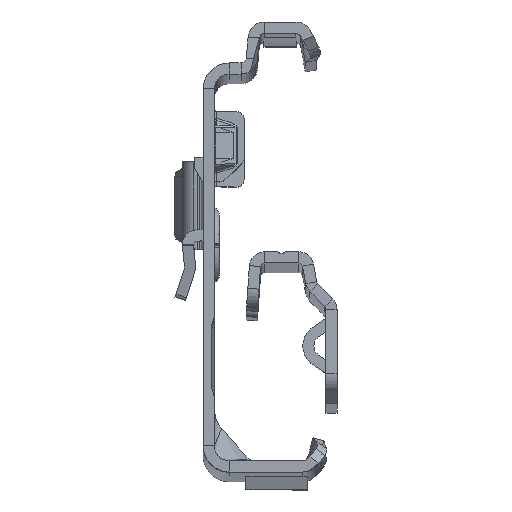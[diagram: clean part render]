
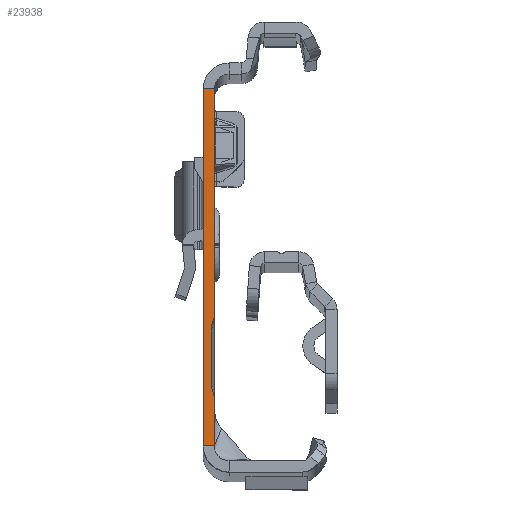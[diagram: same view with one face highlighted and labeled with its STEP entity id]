
A CAD part, top view. The second image highlights one B-rep face of the part: STEP entity #23938.
In plain terms, the highlighted planar face has unit normal (0, 0, 1).
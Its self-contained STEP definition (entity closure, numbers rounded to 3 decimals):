
#92 = VERTEX_POINT ( 'NONE', #22429 ) ;
#257 = ORIENTED_EDGE ( 'NONE', *, *, #26441, .F. ) ;
#789 = LINE ( 'NONE', #23878, #14514 ) ;
#1285 = LINE ( 'NONE', #23082, #20952 ) ;
#1883 = DIRECTION ( 'NONE',  ( 0., -1., 0. ) ) ;
#1945 = DIRECTION ( 'NONE',  ( 0., -1., 0. ) ) ;
#2019 = LINE ( 'NONE', #12546, #2225 ) ;
#2077 = VECTOR ( 'NONE', #1945, 1000. ) ;
#2225 = VECTOR ( 'NONE', #18769, 1000. ) ;
#2888 = EDGE_CURVE ( 'NONE', #18451, #7481, #1285, .T. ) ;
#3498 = DIRECTION ( 'NONE',  ( -1., 0., 0. ) ) ;
#3694 = VERTEX_POINT ( 'NONE', #16937 ) ;
#3813 = VERTEX_POINT ( 'NONE', #14261 ) ;
#4116 = CARTESIAN_POINT ( 'NONE',  ( -1.5, 22.135, 0. ) ) ;
#4396 = ORIENTED_EDGE ( 'NONE', *, *, #10169, .F. ) ;
#4888 = CARTESIAN_POINT ( 'NONE',  ( 0.6, -17.865, 0. ) ) ;
#5521 = DIRECTION ( 'NONE',  ( 0., 0., -1. ) ) ;
#5565 = ORIENTED_EDGE ( 'NONE', *, *, #7567, .F. ) ;
#5745 = ORIENTED_EDGE ( 'NONE', *, *, #9945, .F. ) ;
#6237 = AXIS2_PLACEMENT_3D ( 'NONE', #11466, #5521, #13932 ) ;
#6668 = AXIS2_PLACEMENT_3D ( 'NONE', #22121, #15361, #23791 ) ;
#6690 = ORIENTED_EDGE ( 'NONE', *, *, #8399, .F. ) ;
#6752 = DIRECTION ( 'NONE',  ( -1., 0., 0. ) ) ;
#6824 = AXIS2_PLACEMENT_3D ( 'NONE', #16047, #11890, #16319 ) ;
#7019 = DIRECTION ( 'NONE',  ( 0., 0., -1. ) ) ;
#7056 = EDGE_CURVE ( 'NONE', #7481, #7331, #23444, .T. ) ;
#7331 = VERTEX_POINT ( 'NONE', #16872 ) ;
#7481 = VERTEX_POINT ( 'NONE', #13117 ) ;
#7567 = EDGE_CURVE ( 'NONE', #26459, #17790, #17307, .T. ) ;
#7613 = PLANE ( 'NONE',  #6824 ) ;
#7921 = CARTESIAN_POINT ( 'NONE',  ( 0., -19.499, 0. ) ) ;
#8339 = CARTESIAN_POINT ( 'NONE',  ( 0., -8.231, 0. ) ) ;
#8392 = ORIENTED_EDGE ( 'NONE', *, *, #12724, .T. ) ;
#8399 = EDGE_CURVE ( 'NONE', #7331, #18370, #14262, .T. ) ;
#8810 = AXIS2_PLACEMENT_3D ( 'NONE', #4888, #13313, #24353 ) ;
#9102 = CARTESIAN_POINT ( 'NONE',  ( -2.5, -8.231, 0. ) ) ;
#9825 = EDGE_CURVE ( 'NONE', #3813, #26459, #2019, .T. ) ;
#9945 = EDGE_CURVE ( 'NONE', #17790, #92, #12403, .T. ) ;
#10169 = EDGE_CURVE ( 'NONE', #3694, #24260, #12876, .T. ) ;
#10977 = CARTESIAN_POINT ( 'NONE',  ( -1.5, 24.135, 0. ) ) ;
#11038 = DIRECTION ( 'NONE',  ( -1., 0., 0. ) ) ;
#11273 = VERTEX_POINT ( 'NONE', #4116 ) ;
#11466 = CARTESIAN_POINT ( 'NONE',  ( -2.5, -19.499, 0. ) ) ;
#11890 = DIRECTION ( 'NONE',  ( 0., 0., 1. ) ) ;
#11940 = DIRECTION ( 'NONE',  ( 0., -1., 0. ) ) ;
#12236 = EDGE_LOOP ( 'NONE', ( #257, #4396, #19725, #8392, #21608, #5745, #5565, #15565, #16396, #6690, #22266, #13499 ) ) ;
#12403 = LINE ( 'NONE', #20833, #24715 ) ;
#12546 = CARTESIAN_POINT ( 'NONE',  ( -0.234, -18.442, 0. ) ) ;
#12724 = EDGE_CURVE ( 'NONE', #11273, #17631, #17627, .T. ) ;
#12876 = LINE ( 'NONE', #27119, #2077 ) ;
#13117 = CARTESIAN_POINT ( 'NONE',  ( -0.306, -9.443, 0. ) ) ;
#13313 = DIRECTION ( 'NONE',  ( 0., 0., 1. ) ) ;
#13499 = ORIENTED_EDGE ( 'NONE', *, *, #2888, .F. ) ;
#13526 = CARTESIAN_POINT ( 'NONE',  ( -0.234, -18.442, 0. ) ) ;
#13849 = VECTOR ( 'NONE', #3498, 1000. ) ;
#13932 = DIRECTION ( 'NONE',  ( 1., 0., 0. ) ) ;
#14261 = CARTESIAN_POINT ( 'NONE',  ( -0.306, -18.288, 0. ) ) ;
#14262 = LINE ( 'NONE', #23478, #22873 ) ;
#14514 = VECTOR ( 'NONE', #11038, 1000. ) ;
#15361 = DIRECTION ( 'NONE',  ( 0., 0., 1. ) ) ;
#15565 = ORIENTED_EDGE ( 'NONE', *, *, #9825, .F. ) ;
#16047 = CARTESIAN_POINT ( 'NONE',  ( -1.5, 24.135, 0. ) ) ;
#16319 = DIRECTION ( 'NONE',  ( 0., -1., 0. ) ) ;
#16350 = LINE ( 'NONE', #26711, #13849 ) ;
#16396 = ORIENTED_EDGE ( 'NONE', *, *, #21041, .F. ) ;
#16458 = FACE_OUTER_BOUND ( 'NONE', #12236, .T. ) ;
#16872 = CARTESIAN_POINT ( 'NONE',  ( -0.4, -9.865, 0. ) ) ;
#16937 = CARTESIAN_POINT ( 'NONE',  ( 0., 22.135, 0. ) ) ;
#17307 = CIRCLE ( 'NONE', #6237, 2.5 ) ;
#17627 = LINE ( 'NONE', #10977, #19575 ) ;
#17631 = VERTEX_POINT ( 'NONE', #22425 ) ;
#17764 = DIRECTION ( 'NONE',  ( 0., -1., 0. ) ) ;
#17790 = VERTEX_POINT ( 'NONE', #7921 ) ;
#18370 = VERTEX_POINT ( 'NONE', #20314 ) ;
#18451 = VERTEX_POINT ( 'NONE', #22756 ) ;
#18769 = DIRECTION ( 'NONE',  ( 0.423, -0.906, 0. ) ) ;
#19575 = VECTOR ( 'NONE', #17764, 1000. ) ;
#19725 = ORIENTED_EDGE ( 'NONE', *, *, #23623, .T. ) ;
#20117 = EDGE_CURVE ( 'NONE', #92, #17631, #789, .T. ) ;
#20314 = CARTESIAN_POINT ( 'NONE',  ( -0.4, -17.865, 0. ) ) ;
#20609 = CIRCLE ( 'NONE', #24131, 2.5 ) ;
#20833 = CARTESIAN_POINT ( 'NONE',  ( 0., 24.135, 0. ) ) ;
#20952 = VECTOR ( 'NONE', #24900, 1000. ) ;
#21041 = EDGE_CURVE ( 'NONE', #18370, #3813, #26933, .T. ) ;
#21608 = ORIENTED_EDGE ( 'NONE', *, *, #20117, .F. ) ;
#22121 = CARTESIAN_POINT ( 'NONE',  ( 0.6, -9.865, 0. ) ) ;
#22266 = ORIENTED_EDGE ( 'NONE', *, *, #7056, .F. ) ;
#22425 = CARTESIAN_POINT ( 'NONE',  ( -1.5, -25.865, 0. ) ) ;
#22429 = CARTESIAN_POINT ( 'NONE',  ( 0., -25.865, 0. ) ) ;
#22756 = CARTESIAN_POINT ( 'NONE',  ( -0.234, -9.288, 0. ) ) ;
#22873 = VECTOR ( 'NONE', #11940, 1000. ) ;
#23082 = CARTESIAN_POINT ( 'NONE',  ( -0.234, -9.288, 0. ) ) ;
#23444 = CIRCLE ( 'NONE', #6668, 1. ) ;
#23478 = CARTESIAN_POINT ( 'NONE',  ( -0.4, -9.865, 0. ) ) ;
#23623 = EDGE_CURVE ( 'NONE', #3694, #11273, #16350, .T. ) ;
#23791 = DIRECTION ( 'NONE',  ( -1., 0., 0. ) ) ;
#23878 = CARTESIAN_POINT ( 'NONE',  ( 0., -25.865, 0. ) ) ;
#23938 = ADVANCED_FACE ( 'NONE', ( #16458 ), #7613, .T. ) ;
#24131 = AXIS2_PLACEMENT_3D ( 'NONE', #9102, #7019, #6752 ) ;
#24260 = VERTEX_POINT ( 'NONE', #8339 ) ;
#24353 = DIRECTION ( 'NONE',  ( 1., 0., 0. ) ) ;
#24715 = VECTOR ( 'NONE', #1883, 1000. ) ;
#24900 = DIRECTION ( 'NONE',  ( -0.423, -0.906, 0. ) ) ;
#26441 = EDGE_CURVE ( 'NONE', #24260, #18451, #20609, .T. ) ;
#26459 = VERTEX_POINT ( 'NONE', #13526 ) ;
#26711 = CARTESIAN_POINT ( 'NONE',  ( 0., 22.135, 0. ) ) ;
#26933 = CIRCLE ( 'NONE', #8810, 1. ) ;
#27119 = CARTESIAN_POINT ( 'NONE',  ( 0., 24.135, 0. ) ) ;
